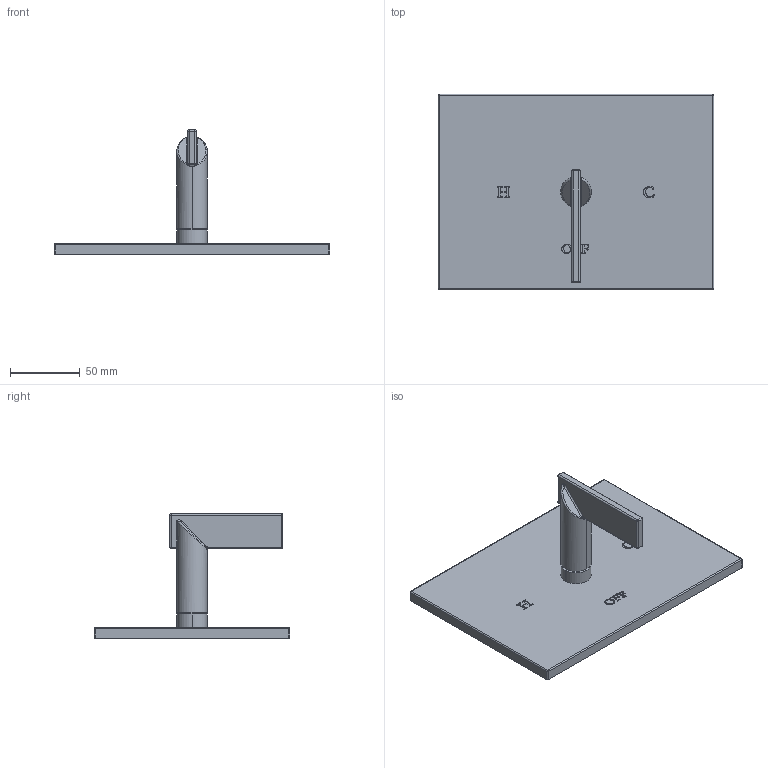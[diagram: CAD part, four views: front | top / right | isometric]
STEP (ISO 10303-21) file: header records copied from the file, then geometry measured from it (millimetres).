
FILE_DESCRIPTION((''),'2;1');
FILE_NAME('4-2544BP','2021-06-04T14:34:11',('jinson.thomas'),(''),'CREO PARAMETRIC BY PTC INC, 2018400','CREO PARAMETRIC BY PTC INC, 2018400','');
FILE_SCHEMA(('CONFIG_CONTROL_DESIGN'));
Length unit declared in the file: inch
Products named in the file (1): 4-2544BP
Bounding box: 196.85 x 139.7 x 89.15 mm (x, y, z)
Volume: 251999.5 mm3; surface area: 69327.1 mm2
Topology: 1 solids, 1 shells, 293 faces, 798 edges, 516 vertices
Faces by surface type: extrusion 178, plane 57, cylinder 32, sphere 12, bspline 12, torus 2
Entity records: 10889 total; most frequent: CARTESIAN_POINT 4211, ORIENTED_EDGE 1596, DIRECTION 870, EDGE_CURVE 798, B_SPLINE_CURVE_WITH_KNOTS 561, VECTOR 522, VERTEX_POINT 516, LINE 344
